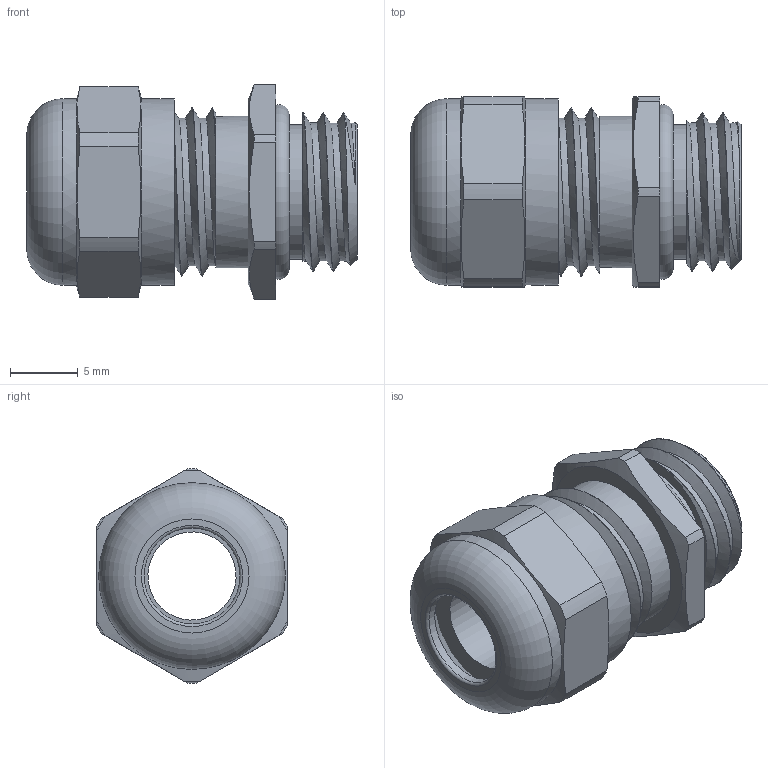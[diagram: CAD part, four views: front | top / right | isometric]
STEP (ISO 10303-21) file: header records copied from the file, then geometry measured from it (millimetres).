
FILE_DESCRIPTION(/* description */ ('Euro-Tight M 12x1,5, KB: 4-6 mm'),/* implementation_level */ '2;1');
FILE_NAME(/* name */ '63080512-RST.stp',/* time_stamp */ '2019-12-17T12:28:08+01:00',/* author */ ('sl'),/* organization */ (''),/* preprocessor_version */ 'ST-DEVELOPER v16.5',/* originating_system */ 'Autodesk Inventor 2017',/* authorisation */ '');
FILE_SCHEMA (('AUTOMOTIVE_DESIGN { 1 0 10303 214 3 1 1 }'));
Length unit declared in the file: millimetre
Products named in the file (5): 63080512; 63080512_1; 63080512_2; 63080512_3; 63080512_4
Assembly tree (4 placements, depth 2):
  63080512
    63080512_1
    63080512_2
    63080512_3
    63080512_4
Bounding box: 24.35 x 14 x 15.8 mm (x, y, z)
Volume: 1481.7 mm3; surface area: 3834.6 mm2
Topology: 3 solids, 4 shells, 136 faces, 369 edges, 242 vertices
Faces by surface type: plane 79, cylinder 41, bspline 6, cone 6, torus 4
Full cylindrical faces by diameter (mm): 6.5 x1, 7.06 x1, 8.38 x1, 8.62 x1, 9.91 x1, 11.11 x1, 11.15 x1, 11.28 x4, 12.3 x1, 13.74 x2
Entity records: 6071 total; most frequent: CARTESIAN_POINT 2644, DIRECTION 754, ORIENTED_EDGE 660, EDGE_CURVE 330, AXIS2_PLACEMENT_3D 330, VERTEX_POINT 227, EDGE_LOOP 163, FACE_OUTER_BOUND 133
